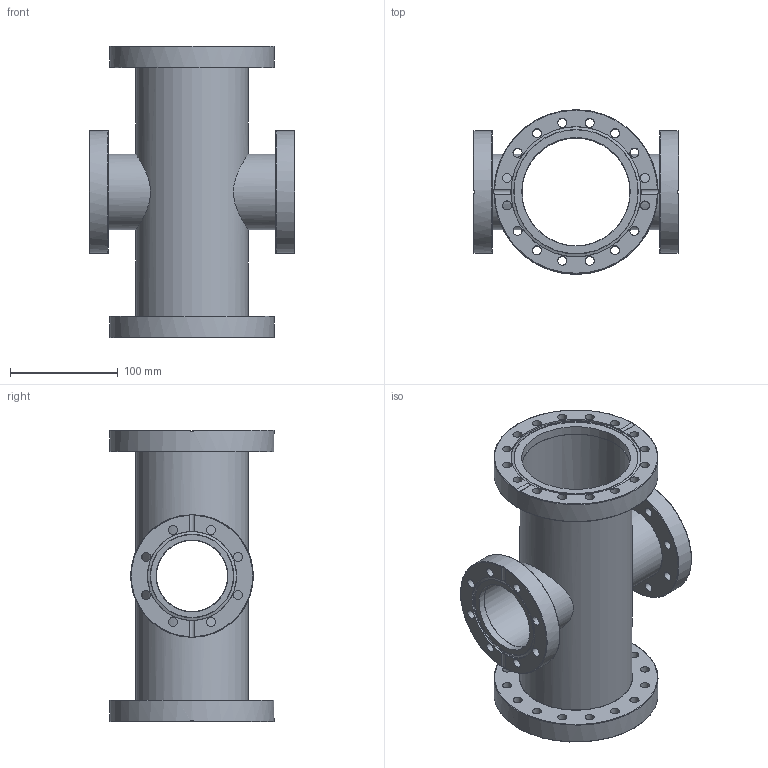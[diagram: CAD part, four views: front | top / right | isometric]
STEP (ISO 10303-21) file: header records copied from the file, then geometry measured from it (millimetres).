
FILE_DESCRIPTION((''),'2;1');
FILE_NAME('UX1063RS-304.stp','2009-04-30T15:25:18',('hasers'),(''),'Autodesk Inventor 2008','Autodesk Inventor 2008','');
FILE_SCHEMA(('AUTOMOTIVE_DESIGN { 1 0 10303 214 1 1 1 1 }'));
Length unit declared in the file: millimetre
Products named in the file (9): UX1063RS-304; Rohre [Subject [Summary]=normal][Keywords [Summary]=1.4301][Title [Summary]=104x2,0 (0,5m)]_4; Rohre [Subject [Summary]=normal][Keywords [Summary]=1.4301][Title [Summary]=70x2,0 (0,5m)]_4; CF-07 [Keywords [Summary]=1.4301][Company [Summary]=Vacom][Title [Summary]=F100B104]; CF-07 [Keywords [Summary]=1.4301][Company [Summary]=Vacom][Title [Summary]=F63B70]; CF-R [Subject [Summary]=-304][Title [Summary]=F100RIB104]; CF-R [Subject [Summary]=-304][Title [Summary]=F100RO]; CF-R [Subject [Summary]=-304][Title [Summary]=F63RIB70]; CF-R [Subject [Summary]=-304][Title [Summary]=F63RO]
Assembly tree (8 placements, depth 2):
  UX1063RS-304
    Rohre [Subject [Summary]=normal][Keywords [Summary]=1.4301][Title [Summary]=104x2,0 (0,5m)]_4
    Rohre [Subject [Summary]=normal][Keywords [Summary]=1.4301][Title [Summary]=70x2,0 (0,5m)]_4
    CF-07 [Keywords [Summary]=1.4301][Company [Summary]=Vacom][Title [Summary]=F100B104]
    CF-07 [Keywords [Summary]=1.4301][Company [Summary]=Vacom][Title [Summary]=F63B70]
    CF-R [Subject [Summary]=-304][Title [Summary]=F100RIB104]
    CF-R [Subject [Summary]=-304][Title [Summary]=F100RO]
    CF-R [Subject [Summary]=-304][Title [Summary]=F63RIB70]
    CF-R [Subject [Summary]=-304][Title [Summary]=F63RO]
Bounding box: 190 x 152 x 270 mm (x, y, z)
Volume: 727627 mm3; surface area: 345344.2 mm2
Topology: 9 solids, 9 shells, 150 faces, 421 edges, 291 vertices
Faces by surface type: bspline 66, cylinder 28, plane 24, torus 22, cone 10
Full cylindrical faces by diameter (mm): 66 x2, 66.5 x1, 70 x2, 70.3 x1, 82.4 x1, 82.5 x1, 83.2 x1, 100 x1, 100.5 x1, 104 x1, 104.3 x1, 113.5 x2, 120.4 x1, 120.6 x1, 121.2 x1, 152 x2
Entity records: 6904 total; most frequent: CARTESIAN_POINT 3566, DIRECTION 596, ORIENTED_EDGE 492, EDGE_LOOP 374, AXIS2_PLACEMENT_3D 289, EDGE_CURVE 246, FACE_BOUND 224, VERTEX_POINT 220
